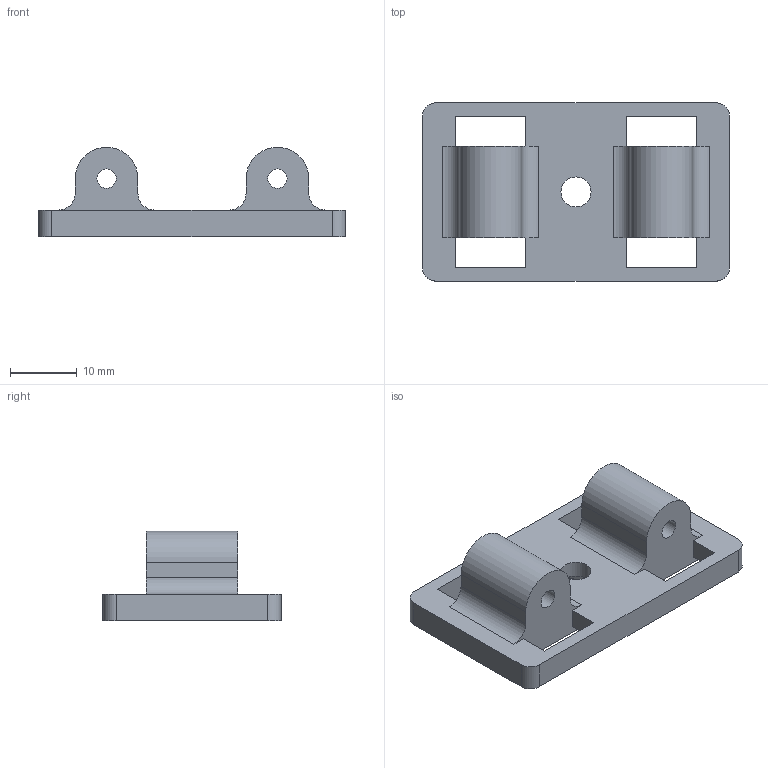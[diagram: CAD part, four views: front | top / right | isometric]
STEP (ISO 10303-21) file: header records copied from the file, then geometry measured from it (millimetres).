
FILE_DESCRIPTION(/* description */ (''),/* implementation_level */ '2;1');
FILE_NAME(/* name */ 'TSF-Top.stp',/* time_stamp */ '2024-08-09T10:04:17+01:00',/* author */ ('thiba'),/* organization */ (''),/* preprocessor_version */ 'ST-DEVELOPER v20',/* originating_system */ 'Autodesk Inventor 2025',/* authorisation */ '');
FILE_SCHEMA (('AUTOMOTIVE_DESIGN { 1 0 10303 214 3 1 1 }'));
Length unit declared in the file: millimetre
Products named in the file (1): TSF-Top
Bounding box: 46 x 26.7 x 13.4 mm (x, y, z)
Volume: 5913.4 mm3; surface area: 4120.7 mm2
Topology: 1 solids, 1 shells, 52 faces, 159 edges, 106 vertices
Faces by surface type: plane 39, cylinder 13
Full cylindrical faces by diameter (mm): 2.9 x2, 4.5 x1
Entity records: 1840 total; most frequent: ORIENTED_EDGE 318, CARTESIAN_POINT 318, DIRECTION 291, EDGE_CURVE 159, LINE 133, VECTOR 133, VERTEX_POINT 106, AXIS2_PLACEMENT_3D 79
